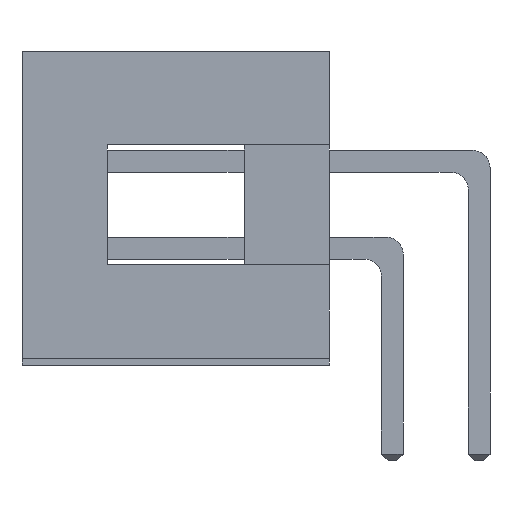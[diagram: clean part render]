
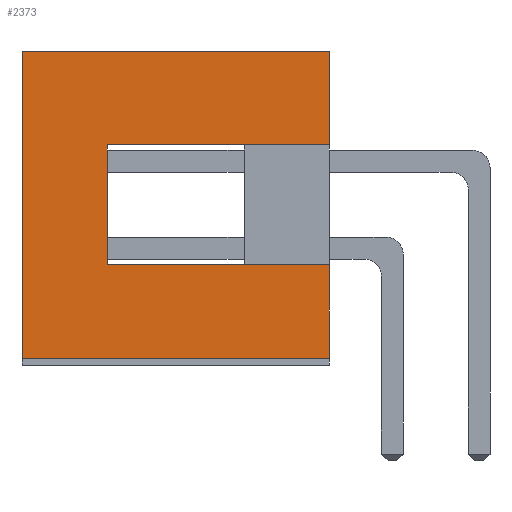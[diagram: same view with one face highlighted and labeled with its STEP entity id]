
A CAD part, front view. The second image highlights one B-rep face of the part: STEP entity #2373.
In plain terms, the highlighted planar face has unit normal (0, -1, 0).
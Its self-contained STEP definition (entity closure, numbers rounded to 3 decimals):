
#120 = VERTEX_POINT('',#121);
#121 = CARTESIAN_POINT('',(-12.225,-66.04,0.05));
#127 = EDGE_CURVE('',#120,#128,#130,.T.);
#128 = VERTEX_POINT('',#129);
#129 = CARTESIAN_POINT('',(-12.225,-66.04,9.05));
#130 = LINE('',#131,#132);
#131 = CARTESIAN_POINT('',(-12.225,-66.04,0.05));
#132 = VECTOR('',#133,1.);
#133 = DIRECTION('',(0.,0.,1.));
#284 = EDGE_CURVE('',#285,#128,#287,.T.);
#285 = VERTEX_POINT('',#286);
#286 = CARTESIAN_POINT('',(-3.225,-66.04,9.05));
#287 = LINE('',#288,#289);
#288 = CARTESIAN_POINT('',(-3.225,-66.04,9.05));
#289 = VECTOR('',#290,1.);
#290 = DIRECTION('',(-1.,0.,0.));
#436 = EDGE_CURVE('',#437,#285,#439,.T.);
#437 = VERTEX_POINT('',#438);
#438 = CARTESIAN_POINT('',(-3.225,-66.04,6.3));
#439 = LINE('',#440,#441);
#440 = CARTESIAN_POINT('',(-3.225,-66.04,0.05));
#441 = VECTOR('',#442,1.);
#442 = DIRECTION('',(0.,0.,1.));
#461 = VERTEX_POINT('',#462);
#462 = CARTESIAN_POINT('',(-3.225,-66.04,2.8));
#468 = EDGE_CURVE('',#469,#461,#471,.T.);
#469 = VERTEX_POINT('',#470);
#470 = CARTESIAN_POINT('',(-3.225,-66.04,0.05));
#471 = LINE('',#472,#473);
#472 = CARTESIAN_POINT('',(-3.225,-66.04,0.05));
#473 = VECTOR('',#474,1.);
#474 = DIRECTION('',(0.,0.,1.));
#2363 = EDGE_CURVE('',#469,#120,#2364,.T.);
#2364 = LINE('',#2365,#2366);
#2365 = CARTESIAN_POINT('',(-3.225,-66.04,0.05));
#2366 = VECTOR('',#2367,1.);
#2367 = DIRECTION('',(-1.,0.,0.));
#2373 = ADVANCED_FACE('',(#2374),#2403,.T.);
#2374 = FACE_BOUND('',#2375,.T.);
#2375 = EDGE_LOOP('',(#2376,#2377,#2378,#2379,#2387,#2395,#2401,#2402));
#2376 = ORIENTED_EDGE('',*,*,#127,.F.);
#2377 = ORIENTED_EDGE('',*,*,#2363,.F.);
#2378 = ORIENTED_EDGE('',*,*,#468,.T.);
#2379 = ORIENTED_EDGE('',*,*,#2380,.T.);
#2380 = EDGE_CURVE('',#461,#2381,#2383,.T.);
#2381 = VERTEX_POINT('',#2382);
#2382 = CARTESIAN_POINT('',(-9.725,-66.04,2.8));
#2383 = LINE('',#2384,#2385);
#2384 = CARTESIAN_POINT('',(-3.225,-66.04,2.8));
#2385 = VECTOR('',#2386,1.);
#2386 = DIRECTION('',(-1.,0.,0.));
#2387 = ORIENTED_EDGE('',*,*,#2388,.T.);
#2388 = EDGE_CURVE('',#2381,#2389,#2391,.T.);
#2389 = VERTEX_POINT('',#2390);
#2390 = CARTESIAN_POINT('',(-9.725,-66.04,6.3));
#2391 = LINE('',#2392,#2393);
#2392 = CARTESIAN_POINT('',(-9.725,-66.04,2.8));
#2393 = VECTOR('',#2394,1.);
#2394 = DIRECTION('',(0.,0.,1.));
#2395 = ORIENTED_EDGE('',*,*,#2396,.F.);
#2396 = EDGE_CURVE('',#437,#2389,#2397,.T.);
#2397 = LINE('',#2398,#2399);
#2398 = CARTESIAN_POINT('',(-3.225,-66.04,6.3));
#2399 = VECTOR('',#2400,1.);
#2400 = DIRECTION('',(-1.,0.,0.));
#2401 = ORIENTED_EDGE('',*,*,#436,.T.);
#2402 = ORIENTED_EDGE('',*,*,#284,.T.);
#2403 = PLANE('',#2404);
#2404 = AXIS2_PLACEMENT_3D('',#2405,#2406,#2407);
#2405 = CARTESIAN_POINT('',(-3.225,-66.04,0.05));
#2406 = DIRECTION('',(0.,-1.,0.));
#2407 = DIRECTION('',(-1.,0.,0.));
